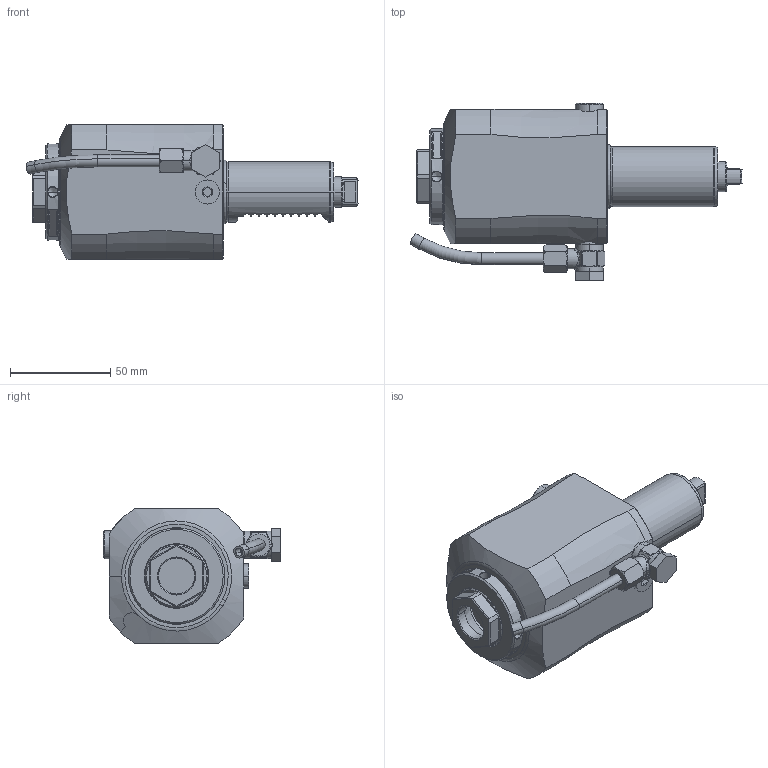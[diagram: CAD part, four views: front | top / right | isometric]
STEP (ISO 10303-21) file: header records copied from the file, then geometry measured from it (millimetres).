
FILE_DESCRIPTION((''),'2;1');
FILE_NAME('NGT1_30_125_25_3HDB','2022-05-25T',('vali'),('NOVA GRUP'),'PRO/ENGINEER BY PARAMETRIC TECHNOLOGY CORPORATION, 2010280','PRO/ENGINEER BY PARAMETRIC TECHNOLOGY CORPORATION, 2010280','');
FILE_SCHEMA(('CONFIG_CONTROL_DESIGN'));
Length unit declared in the file: millimetre
Products named in the file (1): NGT1_30_125_25_3HDB
Bounding box: 165.33 x 88.4 x 67 mm (x, y, z)
Volume: 391231.2 mm3; surface area: 41877 mm2
Topology: 2 solids, 3 shells, 372 faces, 914 edges, 561 vertices
Faces by surface type: plane 148, cylinder 105, cone 48, torus 41, bspline 30
Entity records: 15484 total; most frequent: CARTESIAN_POINT 7097, ORIENTED_EDGE 1812, DIRECTION 1632, EDGE_CURVE 906, AXIS2_PLACEMENT_3D 636, VERTEX_POINT 561, EDGE_LOOP 401, FACE_OUTER_BOUND 372
